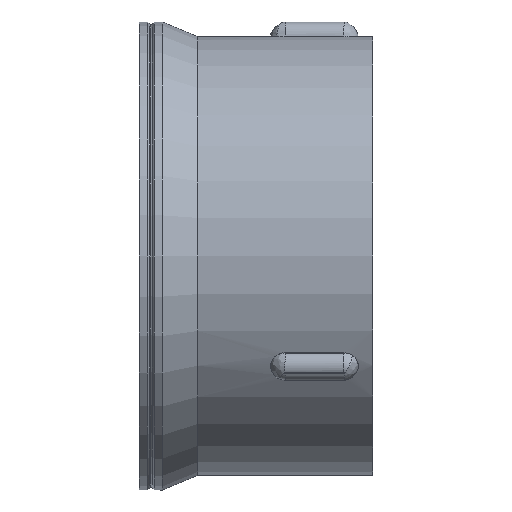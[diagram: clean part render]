
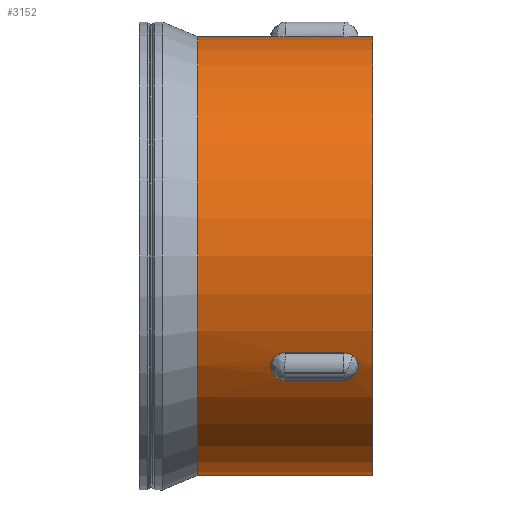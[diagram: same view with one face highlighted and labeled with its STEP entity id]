
A CAD part, left-side view. The second image highlights one B-rep face of the part: STEP entity #3152.
In plain terms, the highlighted cylindrical face has radius 47.625 mm (diameter 95.25 mm), a partial arc.
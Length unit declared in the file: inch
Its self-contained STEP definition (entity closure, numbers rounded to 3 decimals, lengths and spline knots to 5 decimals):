
#78 = CARTESIAN_POINT ( 'NONE',  ( 0., -0.125, 1.875 ) ) ;
#230 = DIRECTION ( 'NONE',  ( 0., 1., 0. ) ) ;
#716 = EDGE_LOOP ( 'NONE', ( #10117, #6978, #10576, #8141 ) ) ;
#830 = CARTESIAN_POINT ( 'NONE',  ( 0., 0., 1.875 ) ) ;
#860 = LINE ( 'NONE', #8339, #2808 ) ;
#876 = B_SPLINE_CURVE_WITH_KNOTS ( 'NONE', 3,
 ( #9469, #2203, #2040, #5359, #8543, #1124, #1233, #4541, #1609, #4921 ),
 .UNSPECIFIED., .F., .F.,
 ( 4, 2, 2, 2, 4 ),
 ( 0., 0.25, 0.5, 0.75, 1. ),
 .UNSPECIFIED. ) ;
#1065 = EDGE_CURVE ( 'NONE', #8291, #7327, #9131, .T. ) ;
#1124 = CARTESIAN_POINT ( 'NONE',  ( -1.64006, -0.87502, -0.90933 ) ) ;
#1192 = CARTESIAN_POINT ( 'NONE',  ( -1.55769, 0., -1.04367 ) ) ;
#1229 = EDGE_CURVE ( 'NONE', #5292, #8190, #860, .T. ) ;
#1232 = CARTESIAN_POINT ( 'NONE',  ( 0., -1., 0. ) ) ;
#1233 = CARTESIAN_POINT ( 'NONE',  ( -1.65544, -0.86177, -0.88074 ) ) ;
#1606 = DIRECTION ( 'NONE',  ( 0., 1., 0. ) ) ;
#1609 = CARTESIAN_POINT ( 'NONE',  ( -1.68269, -0.78304, -0.82716 ) ) ;
#1621 = CARTESIAN_POINT ( 'NONE',  ( -0.125, -0.78304, 1.87083 ) ) ;
#1670 = CARTESIAN_POINT ( 'NONE',  ( -0.11144, -0.81534, 1.87183 ) ) ;
#1787 = VERTEX_POINT ( 'NONE', #3520 ) ;
#1999 = CARTESIAN_POINT ( 'NONE',  ( 0., 0.5, -1.875 ) ) ;
#2040 = CARTESIAN_POINT ( 'NONE',  ( -1.56533, -0.81534, -1.03243 ) ) ;
#2191 = ORIENTED_EDGE ( 'NONE', *, *, #5655, .F. ) ;
#2203 = CARTESIAN_POINT ( 'NONE',  ( -1.55769, -0.78304, -1.04367 ) ) ;
#2225 = EDGE_LOOP ( 'NONE', ( #8606, #7926, #5235, #4887, #10640, #2191, #8547, #7496 ) ) ;
#2243 = DIRECTION ( 'NONE',  ( 0., 0., 1. ) ) ;
#2256 = LINE ( 'NONE', #9030, #9157 ) ;
#2397 = VERTEX_POINT ( 'NONE', #7162 ) ;
#2537 = DIRECTION ( 'NONE',  ( 0., 1., 0. ) ) ;
#2563 = CIRCLE ( 'NONE', #10007, 1.875 ) ;
#2604 = CARTESIAN_POINT ( 'NONE',  ( -0.125, -0.21696, 1.87083 ) ) ;
#2658 = CARTESIAN_POINT ( 'NONE',  ( -0.03259, -0.125, 1.875 ) ) ;
#2808 = VECTOR ( 'NONE', #6606, 39.37008 ) ;
#2857 = CARTESIAN_POINT ( 'NONE',  ( 0., -0.125, 1.875 ) ) ;
#2915 = DIRECTION ( 'NONE',  ( 0., 1., 0. ) ) ;
#3011 = B_SPLINE_CURVE_WITH_KNOTS ( 'NONE', 3,
 ( #8464, #7442, #5817, #4190, #10033, #3372, #8362, #3527, #4345, #9980 ),
 .UNSPECIFIED., .F., .F.,
 ( 4, 2, 2, 2, 4 ),
 ( 0., 0.25, 0.5, 0.75, 1. ),
 .UNSPECIFIED. ) ;
#3152 = ADVANCED_FACE ( 'NONE', ( #4855, #9023 ), #5875, .T. ) ;
#3324 = DIRECTION ( 'NONE',  ( 0., 1., 0. ) ) ;
#3349 = CARTESIAN_POINT ( 'NONE',  ( -0.06533, -0.86144, 1.874 ) ) ;
#3372 = CARTESIAN_POINT ( 'NONE',  ( -1.60753, -0.12498, -0.96567 ) ) ;
#3375 = VECTOR ( 'NONE', #2537, 39.37008 ) ;
#3520 = CARTESIAN_POINT ( 'NONE',  ( 0., -1., -1.875 ) ) ;
#3527 = CARTESIAN_POINT ( 'NONE',  ( -1.5652, -0.18487, -1.03262 ) ) ;
#3857 = VERTEX_POINT ( 'NONE', #5326 ) ;
#4016 = VECTOR ( 'NONE', #9801, 39.37008 ) ;
#4134 = EDGE_CURVE ( 'NONE', #7540, #6346, #2563, .T. ) ;
#4190 = CARTESIAN_POINT ( 'NONE',  ( -1.6556, -0.13856, -0.88042 ) ) ;
#4274 = CARTESIAN_POINT ( 'NONE',  ( -0.00003, -0.875, 1.875 ) ) ;
#4345 = CARTESIAN_POINT ( 'NONE',  ( -1.55769, -0.21696, -1.04367 ) ) ;
#4469 = EDGE_CURVE ( 'NONE', #3857, #5292, #876, .T. ) ;
#4541 = CARTESIAN_POINT ( 'NONE',  ( -1.67688, -0.81513, -0.83919 ) ) ;
#4660 = CARTESIAN_POINT ( 'NONE',  ( -0.125, -0.75, 1.87083 ) ) ;
#4823 = LINE ( 'NONE', #8990, #4016 ) ;
#4855 = FACE_OUTER_BOUND ( 'NONE', #2225, .T. ) ;
#4887 = ORIENTED_EDGE ( 'NONE', *, *, #1065, .F. ) ;
#4917 = EDGE_CURVE ( 'NONE', #10430, #6346, #2256, .T. ) ;
#4921 = CARTESIAN_POINT ( 'NONE',  ( -1.68269, -0.75, -0.82716 ) ) ;
#4983 = CARTESIAN_POINT ( 'NONE',  ( -0.00006, -0.875, 1.875 ) ) ;
#5235 = ORIENTED_EDGE ( 'NONE', *, *, #5562, .T. ) ;
#5292 = VERTEX_POINT ( 'NONE', #8638 ) ;
#5303 = VERTEX_POINT ( 'NONE', #9558 ) ;
#5326 = CARTESIAN_POINT ( 'NONE',  ( -1.55769, -0.75, -1.04367 ) ) ;
#5359 = CARTESIAN_POINT ( 'NONE',  ( -1.59027, -0.86144, -0.99358 ) ) ;
#5562 = EDGE_CURVE ( 'NONE', #5303, #7327, #8309, .T. ) ;
#5655 = EDGE_CURVE ( 'NONE', #10430, #2397, #5852, .T. ) ;
#5817 = CARTESIAN_POINT ( 'NONE',  ( -1.67677, -0.18466, -0.8394 ) ) ;
#5852 = B_SPLINE_CURVE_WITH_KNOTS ( 'NONE', 3,
 ( #78, #2658, #9172, #8413, #2604, #7552 ),
 .UNSPECIFIED., .F., .F.,
 ( 4, 2, 4 ),
 ( 0.50022, 0.75, 1. ),
 .UNSPECIFIED. ) ;
#5875 = CYLINDRICAL_SURFACE ( 'NONE', #6386, 1.875 ) ;
#5971 = EDGE_CURVE ( 'NONE', #8190, #9913, #3011, .T. ) ;
#6271 = CARTESIAN_POINT ( 'NONE',  ( 0., 0.5, 0. ) ) ;
#6346 = VERTEX_POINT ( 'NONE', #10305 ) ;
#6386 = AXIS2_PLACEMENT_3D ( 'NONE', #6687, #3324, #9178 ) ;
#6606 = DIRECTION ( 'NONE',  ( 0., 1., 0. ) ) ;
#6687 = CARTESIAN_POINT ( 'NONE',  ( 0., 0., 0. ) ) ;
#6719 = CARTESIAN_POINT ( 'NONE',  ( 0., -0.875, 1.875 ) ) ;
#6779 = AXIS2_PLACEMENT_3D ( 'NONE', #1232, #9669, #2243 ) ;
#6937 = LINE ( 'NONE', #1192, #8927 ) ;
#6978 = ORIENTED_EDGE ( 'NONE', *, *, #5971, .F. ) ;
#7152 = EDGE_CURVE ( 'NONE', #8291, #2397, #9105, .T. ) ;
#7162 = CARTESIAN_POINT ( 'NONE',  ( -0.125, -0.25, 1.87083 ) ) ;
#7327 = VERTEX_POINT ( 'NONE', #6719 ) ;
#7442 = CARTESIAN_POINT ( 'NONE',  ( -1.68269, -0.21696, -0.82716 ) ) ;
#7496 = ORIENTED_EDGE ( 'NONE', *, *, #4134, .F. ) ;
#7537 = CARTESIAN_POINT ( 'NONE',  ( -0.125, 0., 1.87083 ) ) ;
#7540 = VERTEX_POINT ( 'NONE', #1999 ) ;
#7543 = CARTESIAN_POINT ( 'NONE',  ( -1.55769, -0.25, -1.04367 ) ) ;
#7552 = CARTESIAN_POINT ( 'NONE',  ( -0.125, -0.25, 1.87083 ) ) ;
#7622 = EDGE_CURVE ( 'NONE', #3857, #9913, #6937, .T. ) ;
#7926 = ORIENTED_EDGE ( 'NONE', *, *, #8747, .T. ) ;
#8141 = ORIENTED_EDGE ( 'NONE', *, *, #4469, .F. ) ;
#8190 = VERTEX_POINT ( 'NONE', #10399 ) ;
#8285 = CARTESIAN_POINT ( 'NONE',  ( 0., -0.875, 1.875 ) ) ;
#8291 = VERTEX_POINT ( 'NONE', #4660 ) ;
#8309 = LINE ( 'NONE', #830, #9311 ) ;
#8315 = EDGE_CURVE ( 'NONE', #1787, #7540, #4823, .T. ) ;
#8339 = CARTESIAN_POINT ( 'NONE',  ( -1.68269, 0., -0.82716 ) ) ;
#8362 = CARTESIAN_POINT ( 'NONE',  ( -1.59046, -0.13823, -0.99328 ) ) ;
#8413 = CARTESIAN_POINT ( 'NONE',  ( -0.11168, -0.18487, 1.87182 ) ) ;
#8464 = CARTESIAN_POINT ( 'NONE',  ( -1.68269, -0.25, -0.82716 ) ) ;
#8543 = CARTESIAN_POINT ( 'NONE',  ( -1.60745, -0.87498, -0.96582 ) ) ;
#8547 = ORIENTED_EDGE ( 'NONE', *, *, #4917, .T. ) ;
#8606 = ORIENTED_EDGE ( 'NONE', *, *, #8315, .F. ) ;
#8638 = CARTESIAN_POINT ( 'NONE',  ( -1.68269, -0.75, -0.82716 ) ) ;
#8680 = CIRCLE ( 'NONE', #6779, 1.875 ) ;
#8747 = EDGE_CURVE ( 'NONE', #1787, #5303, #8680, .T. ) ;
#8927 = VECTOR ( 'NONE', #2915, 39.37008 ) ;
#8990 = CARTESIAN_POINT ( 'NONE',  ( 0., 0., -1.875 ) ) ;
#9023 = FACE_BOUND ( 'NONE', #716, .T. ) ;
#9030 = CARTESIAN_POINT ( 'NONE',  ( 0., 0., 1.875 ) ) ;
#9046 = CARTESIAN_POINT ( 'NONE',  ( -0.0327, -0.87498, 1.875 ) ) ;
#9105 = LINE ( 'NONE', #7537, #3375 ) ;
#9131 = B_SPLINE_CURVE_WITH_KNOTS ( 'NONE', 3,
 ( #9908, #1621, #1670, #3349, #9046, #4983, #4274, #8285 ),
 .UNSPECIFIED., .F., .F.,
 ( 4, 2, 2, 4 ),
 ( 0., 0.25, 0.5, 0.50022 ),
 .UNSPECIFIED. ) ;
#9157 = VECTOR ( 'NONE', #1606, 39.37008 ) ;
#9172 = CARTESIAN_POINT ( 'NONE',  ( -0.065, -0.13825, 1.87402 ) ) ;
#9178 = DIRECTION ( 'NONE',  ( 0., 0., 1. ) ) ;
#9311 = VECTOR ( 'NONE', #230, 39.37008 ) ;
#9469 = CARTESIAN_POINT ( 'NONE',  ( -1.55769, -0.75, -1.04367 ) ) ;
#9558 = CARTESIAN_POINT ( 'NONE',  ( 0., -1., 1.875 ) ) ;
#9575 = DIRECTION ( 'NONE',  ( 0., 0., 1. ) ) ;
#9669 = DIRECTION ( 'NONE',  ( 0., 1., 0. ) ) ;
#9801 = DIRECTION ( 'NONE',  ( 0., 1., 0. ) ) ;
#9908 = CARTESIAN_POINT ( 'NONE',  ( -0.125, -0.75, 1.87083 ) ) ;
#9913 = VERTEX_POINT ( 'NONE', #7543 ) ;
#9980 = CARTESIAN_POINT ( 'NONE',  ( -1.55769, -0.25, -1.04367 ) ) ;
#10007 = AXIS2_PLACEMENT_3D ( 'NONE', #6271, #10332, #9575 ) ;
#10033 = CARTESIAN_POINT ( 'NONE',  ( -1.64015, -0.12502, -0.90918 ) ) ;
#10117 = ORIENTED_EDGE ( 'NONE', *, *, #7622, .T. ) ;
#10305 = CARTESIAN_POINT ( 'NONE',  ( 0., 0.5, 1.875 ) ) ;
#10332 = DIRECTION ( 'NONE',  ( 0., 1., 0. ) ) ;
#10399 = CARTESIAN_POINT ( 'NONE',  ( -1.68269, -0.25, -0.82716 ) ) ;
#10430 = VERTEX_POINT ( 'NONE', #2857 ) ;
#10576 = ORIENTED_EDGE ( 'NONE', *, *, #1229, .F. ) ;
#10640 = ORIENTED_EDGE ( 'NONE', *, *, #7152, .T. ) ;
